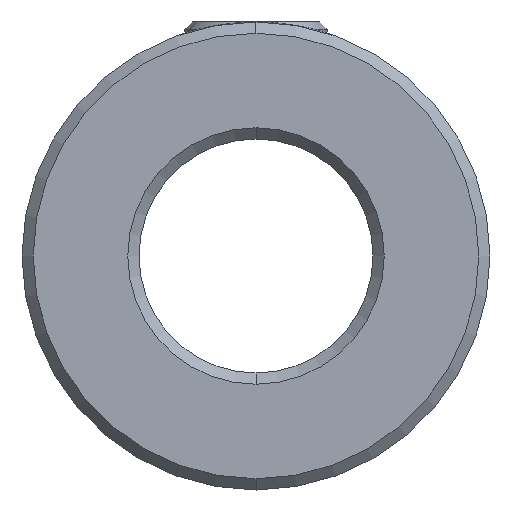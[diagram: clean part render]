
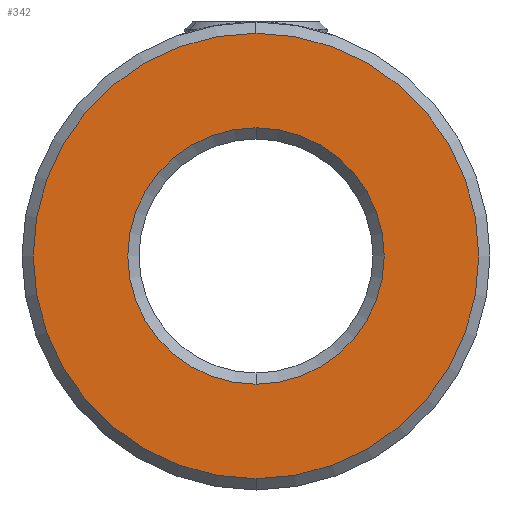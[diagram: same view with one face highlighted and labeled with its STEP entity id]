
A CAD part, left-side view. The second image highlights one B-rep face of the part: STEP entity #342.
In plain terms, the highlighted planar face has unit normal (-1, 0, 0).
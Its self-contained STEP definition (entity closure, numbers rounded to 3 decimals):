
#34 = DIRECTION ( 'NONE',  ( 0., 0., -1. ) ) ;
#35 = DIRECTION ( 'NONE',  ( 1., 0., 0. ) ) ;
#36 = CARTESIAN_POINT ( 'NONE',  ( -13.626, 1.019, -0.203 ) ) ;
#37 = CIRCLE ( 'NONE', #47, 7.556 ) ;
#47 = AXIS2_PLACEMENT_3D ( 'NONE', #36, #35, #34 ) ;
#59 = CARTESIAN_POINT ( 'NONE',  ( -13.626, 1.019, -7.76 ) ) ;
#69 = CARTESIAN_POINT ( 'NONE',  ( -13.626, 1.019, 7.353 ) ) ;
#333 = ORIENTED_EDGE ( 'NONE', *, *, #2174, .F. ) ;
#334 = ORIENTED_EDGE ( 'NONE', *, *, #783, .T. ) ;
#335 = ORIENTED_EDGE ( 'NONE', *, *, #344, .F. ) ;
#336 = EDGE_LOOP ( 'NONE', ( #338, #334 ) ) ;
#338 = ORIENTED_EDGE ( 'NONE', *, *, #376, .T. ) ;
#342 = ADVANCED_FACE ( 'NONE', ( #3306, #3359 ), #3346, .T. ) ;
#344 = EDGE_CURVE ( 'NONE', #2327, #2336, #3338, .T. ) ;
#345 = EDGE_LOOP ( 'NONE', ( #333, #335 ) ) ;
#348 = VERTEX_POINT ( 'NONE', #3353 ) ;
#358 = VERTEX_POINT ( 'NONE', #3332 ) ;
#376 = EDGE_CURVE ( 'NONE', #348, #358, #3363, .T. ) ;
#783 = EDGE_CURVE ( 'NONE', #358, #348, #2626, .T. ) ;
#2174 = EDGE_CURVE ( 'NONE', #2336, #2327, #37, .T. ) ;
#2327 = VERTEX_POINT ( 'NONE', #69 ) ;
#2336 = VERTEX_POINT ( 'NONE', #59 ) ;
#2622 = DIRECTION ( 'NONE',  ( 0., 0., 1. ) ) ;
#2623 = DIRECTION ( 'NONE',  ( 1., 0., 0. ) ) ;
#2624 = CARTESIAN_POINT ( 'NONE',  ( -13.626, 1.019, -0.203 ) ) ;
#2625 = AXIS2_PLACEMENT_3D ( 'NONE', #2624, #2623, #2622 ) ;
#2626 = CIRCLE ( 'NONE', #2625, 4.35 ) ;
#3306 = FACE_OUTER_BOUND ( 'NONE', #345, .T. ) ;
#3332 = CARTESIAN_POINT ( 'NONE',  ( -13.626, 1.019, -4.553 ) ) ;
#3335 = DIRECTION ( 'NONE',  ( 0., 0., -1. ) ) ;
#3336 = DIRECTION ( 'NONE',  ( 1., 0., 0. ) ) ;
#3337 = CARTESIAN_POINT ( 'NONE',  ( -13.626, 1.019, -0.203 ) ) ;
#3338 = CIRCLE ( 'NONE', #3354, 7.556 ) ;
#3342 = DIRECTION ( 'NONE',  ( 0., 0., 1. ) ) ;
#3343 = DIRECTION ( 'NONE',  ( -1., 0., 0. ) ) ;
#3344 = CARTESIAN_POINT ( 'NONE',  ( -13.626, 1.019, -3.982 ) ) ;
#3345 = AXIS2_PLACEMENT_3D ( 'NONE', #3344, #3343, #3342 ) ;
#3346 = PLANE ( 'NONE',  #3345 ) ;
#3353 = CARTESIAN_POINT ( 'NONE',  ( -13.626, 1.019, 4.146 ) ) ;
#3354 = AXIS2_PLACEMENT_3D ( 'NONE', #3337, #3336, #3335 ) ;
#3359 = FACE_BOUND ( 'NONE', #336, .T. ) ;
#3363 = CIRCLE ( 'NONE', #3374, 4.35 ) ;
#3374 = AXIS2_PLACEMENT_3D ( 'NONE', #3411, #3410, #3409 ) ;
#3409 = DIRECTION ( 'NONE',  ( 0., 0., 1. ) ) ;
#3410 = DIRECTION ( 'NONE',  ( 1., 0., 0. ) ) ;
#3411 = CARTESIAN_POINT ( 'NONE',  ( -13.626, 1.019, -0.203 ) ) ;
